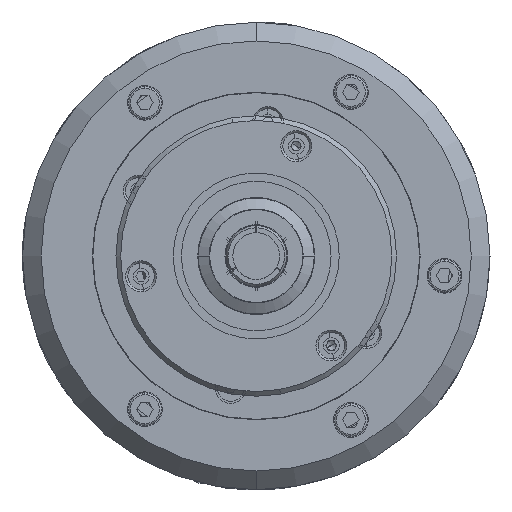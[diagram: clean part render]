
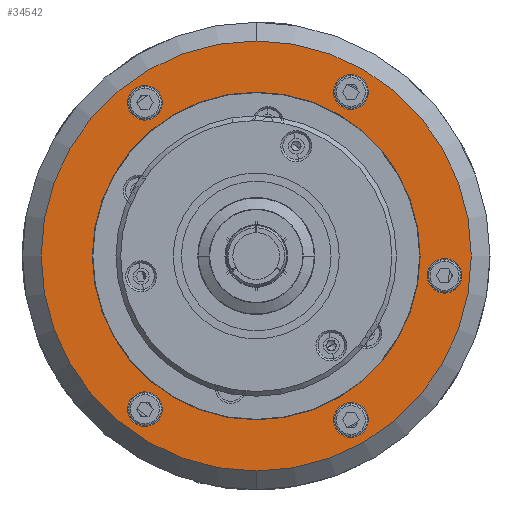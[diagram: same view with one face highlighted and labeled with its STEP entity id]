
A CAD part, left-side view. The second image highlights one B-rep face of the part: STEP entity #34542.
In plain terms, the highlighted planar face has unit normal (-1, 0, 0).
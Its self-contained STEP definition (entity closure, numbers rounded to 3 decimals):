
#589 = DIRECTION ( 'NONE',  ( 0., 0., 1. ) ) ;
#590 = DIRECTION ( 'NONE',  ( -1., 0., 0. ) ) ;
#591 = CARTESIAN_POINT ( 'NONE',  ( -240.3, -40.278, -4.233 ) ) ;
#1072 = DIRECTION ( 'NONE',  ( 0., 0., 1. ) ) ;
#1074 = DIRECTION ( 'NONE',  ( -1., 0., 0. ) ) ;
#1083 = CARTESIAN_POINT ( 'NONE',  ( -240.3, 23.805, 32.765 ) ) ;
#1122 = DIRECTION ( 'NONE',  ( 0., 0., 1. ) ) ;
#1124 = DIRECTION ( 'NONE',  ( -1., 0., 0. ) ) ;
#1126 = CARTESIAN_POINT ( 'NONE',  ( -240.3, -20.25, 35.074 ) ) ;
#1162 = DIRECTION ( 'NONE',  ( 0., 0., 1. ) ) ;
#1164 = DIRECTION ( 'NONE',  ( -1., 0., 0. ) ) ;
#1168 = CARTESIAN_POINT ( 'NONE',  ( -240.3, -20.25, -35.074 ) ) ;
#1830 = DIRECTION ( 'NONE',  ( 0., 0., 1. ) ) ;
#1832 = DIRECTION ( 'NONE',  ( 1., 0., 0. ) ) ;
#1833 = CARTESIAN_POINT ( 'NONE',  ( -240.3, 0., 0. ) ) ;
#1865 = DIRECTION ( 'NONE',  ( 0., 0., 1. ) ) ;
#1867 = DIRECTION ( 'NONE',  ( -1., 0., 0. ) ) ;
#1869 = CARTESIAN_POINT ( 'NONE',  ( -240.3, 0., 0. ) ) ;
#1935 = DIRECTION ( 'NONE',  ( 0., 0., 1. ) ) ;
#1937 = DIRECTION ( 'NONE',  ( -1., 0., 0. ) ) ;
#1939 = CARTESIAN_POINT ( 'NONE',  ( -240.3, 23.805, -32.765 ) ) ;
#3670 = EDGE_LOOP ( 'NONE', ( #5547, #5549 ) ) ;
#3682 = EDGE_LOOP ( 'NONE', ( #5541, #5543 ) ) ;
#3686 = EDGE_LOOP ( 'NONE', ( #5535, #5537 ) ) ;
#3690 = EDGE_LOOP ( 'NONE', ( #5544, #5546 ) ) ;
#3691 = EDGE_LOOP ( 'NONE', ( #5533, #5538 ) ) ;
#3692 = EDGE_LOOP ( 'NONE', ( #5551, #5553 ) ) ;
#3693 = EDGE_LOOP ( 'NONE', ( #5555, #5557 ) ) ;
#4362 = VERTEX_POINT ( 'NONE', #28809 ) ;
#4367 = VERTEX_POINT ( 'NONE', #28802 ) ;
#4368 = VERTEX_POINT ( 'NONE', #28800 ) ;
#4369 = VERTEX_POINT ( 'NONE', #28799 ) ;
#4370 = VERTEX_POINT ( 'NONE', #28798 ) ;
#4372 = VERTEX_POINT ( 'NONE', #28795 ) ;
#4385 = VERTEX_POINT ( 'NONE', #28770 ) ;
#4386 = VERTEX_POINT ( 'NONE', #28769 ) ;
#4389 = VERTEX_POINT ( 'NONE', #28766 ) ;
#4390 = VERTEX_POINT ( 'NONE', #28764 ) ;
#4391 = VERTEX_POINT ( 'NONE', #28763 ) ;
#4394 = VERTEX_POINT ( 'NONE', #28758 ) ;
#4395 = VERTEX_POINT ( 'NONE', #28757 ) ;
#5533 = ORIENTED_EDGE ( 'NONE', *, *, #38173, .T. ) ;
#5535 = ORIENTED_EDGE ( 'NONE', *, *, #39367, .T. ) ;
#5537 = ORIENTED_EDGE ( 'NONE', *, *, #38156, .T. ) ;
#5538 = ORIENTED_EDGE ( 'NONE', *, *, #39372, .T. ) ;
#5541 = ORIENTED_EDGE ( 'NONE', *, *, #39504, .F. ) ;
#5543 = ORIENTED_EDGE ( 'NONE', *, *, #38255, .F. ) ;
#5544 = ORIENTED_EDGE ( 'NONE', *, *, #39515, .F. ) ;
#5546 = ORIENTED_EDGE ( 'NONE', *, *, #38279, .F. ) ;
#5547 = ORIENTED_EDGE ( 'NONE', *, *, #39519, .F. ) ;
#5549 = ORIENTED_EDGE ( 'NONE', *, *, #38301, .F. ) ;
#5551 = ORIENTED_EDGE ( 'NONE', *, *, #39525, .F. ) ;
#5553 = ORIENTED_EDGE ( 'NONE', *, *, #38370, .F. ) ;
#5555 = ORIENTED_EDGE ( 'NONE', *, *, #39357, .F. ) ;
#5557 = ORIENTED_EDGE ( 'NONE', *, *, #38118, .F. ) ;
#6733 = DIRECTION ( 'NONE',  ( 0., 0., 1. ) ) ;
#9944 = VERTEX_POINT ( 'NONE', #28449 ) ;
#14342 = AXIS2_PLACEMENT_3D ( 'NONE', #1939, #1937, #1935 ) ;
#14528 = AXIS2_PLACEMENT_3D ( 'NONE', #1833, #1832, #1830 ) ;
#14531 = AXIS2_PLACEMENT_3D ( 'NONE', #1869, #1867, #1865 ) ;
#14569 = AXIS2_PLACEMENT_3D ( 'NONE', #1083, #1074, #1072 ) ;
#14576 = AXIS2_PLACEMENT_3D ( 'NONE', #1126, #1124, #1122 ) ;
#14592 = AXIS2_PLACEMENT_3D ( 'NONE', #591, #590, #589 ) ;
#14601 = AXIS2_PLACEMENT_3D ( 'NONE', #1168, #1164, #1162 ) ;
#16637 = CIRCLE ( 'NONE', #14569, 3.7 ) ;
#16649 = CIRCLE ( 'NONE', #14576, 3.7 ) ;
#16657 = CIRCLE ( 'NONE', #14601, 3.7 ) ;
#16683 = CIRCLE ( 'NONE', #14592, 3.7 ) ;
#19096 = DIRECTION ( 'NONE',  ( 0., 0., 1. ) ) ;
#19097 = DIRECTION ( 'NONE',  ( -1., 0., 0. ) ) ;
#19101 = CARTESIAN_POINT ( 'NONE',  ( -240.3, 23.805, 32.765 ) ) ;
#19392 = AXIS2_PLACEMENT_3D ( 'NONE', #31510, #31515, #31508 ) ;
#22061 = CIRCLE ( 'NONE', #35979, 35.05 ) ;
#22093 = CIRCLE ( 'NONE', #36003, 46. ) ;
#22248 = CIRCLE ( 'NONE', #35727, 3.7 ) ;
#22773 = CIRCLE ( 'NONE', #35627, 3.7 ) ;
#23136 = CIRCLE ( 'NONE', #35762, 3.7 ) ;
#23138 = CIRCLE ( 'NONE', #35799, 3.7 ) ;
#24409 = DIRECTION ( 'NONE',  ( 0., 0., 1. ) ) ;
#24410 = DIRECTION ( 'NONE',  ( 1., 0., 0. ) ) ;
#24412 = CARTESIAN_POINT ( 'NONE',  ( -240.3, 0., 0. ) ) ;
#24456 = DIRECTION ( 'NONE',  ( 0., 0., 1. ) ) ;
#24457 = DIRECTION ( 'NONE',  ( -1., 0., 0. ) ) ;
#24458 = CARTESIAN_POINT ( 'NONE',  ( -240.3, -20.25, 35.074 ) ) ;
#24541 = DIRECTION ( 'NONE',  ( 0., 0., 1. ) ) ;
#24542 = DIRECTION ( 'NONE',  ( -1., 0., 0. ) ) ;
#24543 = CARTESIAN_POINT ( 'NONE',  ( -240.3, -20.25, -35.074 ) ) ;
#24546 = DIRECTION ( 'NONE',  ( -1., 0., 0. ) ) ;
#24549 = CARTESIAN_POINT ( 'NONE',  ( -240.3, 0., 0. ) ) ;
#24552 = DIRECTION ( 'NONE',  ( 0., 0., 1. ) ) ;
#24677 = DIRECTION ( 'NONE',  ( 0., 0., 1. ) ) ;
#24679 = DIRECTION ( 'NONE',  ( -1., 0., 0. ) ) ;
#24682 = CARTESIAN_POINT ( 'NONE',  ( -240.3, -40.278, -4.233 ) ) ;
#25330 = CIRCLE ( 'NONE', #14528, 35.05 ) ;
#25343 = CIRCLE ( 'NONE', #14531, 46. ) ;
#25363 = CIRCLE ( 'NONE', #14342, 3.7 ) ;
#27586 = FACE_BOUND ( 'NONE', #3693, .T. ) ;
#27587 = FACE_BOUND ( 'NONE', #3692, .T. ) ;
#27588 = FACE_OUTER_BOUND ( 'NONE', #3686, .T. ) ;
#27590 = FACE_BOUND ( 'NONE', #3690, .T. ) ;
#27592 = FACE_BOUND ( 'NONE', #3670, .T. ) ;
#27598 = FACE_BOUND ( 'NONE', #3691, .T. ) ;
#27602 = FACE_BOUND ( 'NONE', #3682, .T. ) ;
#28449 = CARTESIAN_POINT ( 'NONE',  ( -240.3, 23.805, 36.465 ) ) ;
#28757 = CARTESIAN_POINT ( 'NONE',  ( -240.3, -20.25, 38.774 ) ) ;
#28758 = CARTESIAN_POINT ( 'NONE',  ( -240.3, -20.25, 31.374 ) ) ;
#28763 = CARTESIAN_POINT ( 'NONE',  ( -240.3, 23.805, 29.065 ) ) ;
#28764 = CARTESIAN_POINT ( 'NONE',  ( -240.3, -20.25, -31.374 ) ) ;
#28766 = CARTESIAN_POINT ( 'NONE',  ( -240.3, -20.25, -38.774 ) ) ;
#28769 = CARTESIAN_POINT ( 'NONE',  ( -240.3, -40.278, -0.533 ) ) ;
#28770 = CARTESIAN_POINT ( 'NONE',  ( -240.3, -40.278, -7.933 ) ) ;
#28795 = CARTESIAN_POINT ( 'NONE',  ( -240.3, 0., -46. ) ) ;
#28798 = CARTESIAN_POINT ( 'NONE',  ( -240.3, 0., -35.05 ) ) ;
#28799 = CARTESIAN_POINT ( 'NONE',  ( -240.3, 0., 35.05 ) ) ;
#28800 = CARTESIAN_POINT ( 'NONE',  ( -240.3, 23.805, -29.065 ) ) ;
#28802 = CARTESIAN_POINT ( 'NONE',  ( -240.3, 23.805, -36.465 ) ) ;
#28809 = CARTESIAN_POINT ( 'NONE',  ( -240.3, 0., 46. ) ) ;
#31508 = DIRECTION ( 'NONE',  ( 0., 0., 1. ) ) ;
#31510 = CARTESIAN_POINT ( 'NONE',  ( -240.3, 50., 0. ) ) ;
#31515 = DIRECTION ( 'NONE',  ( -1., 0., 0. ) ) ;
#31519 = PLANE ( 'NONE',  #19392 ) ;
#33999 = DIRECTION ( 'NONE',  ( -1., 0., 0. ) ) ;
#34001 = CARTESIAN_POINT ( 'NONE',  ( -240.3, 23.805, -32.765 ) ) ;
#34542 = ADVANCED_FACE ( 'NONE', ( #27598, #27588, #27602, #27590, #27592, #27587, #27586 ), #31519, .T. ) ;
#35627 = AXIS2_PLACEMENT_3D ( 'NONE', #19101, #19097, #19096 ) ;
#35727 = AXIS2_PLACEMENT_3D ( 'NONE', #24458, #24457, #24456 ) ;
#35762 = AXIS2_PLACEMENT_3D ( 'NONE', #24543, #24542, #24541 ) ;
#35799 = AXIS2_PLACEMENT_3D ( 'NONE', #24682, #24679, #24677 ) ;
#35979 = AXIS2_PLACEMENT_3D ( 'NONE', #24412, #24410, #24409 ) ;
#36003 = AXIS2_PLACEMENT_3D ( 'NONE', #24549, #24546, #24552 ) ;
#36067 = AXIS2_PLACEMENT_3D ( 'NONE', #34001, #33999, #6733 ) ;
#36960 = CIRCLE ( 'NONE', #36067, 3.7 ) ;
#38118 = EDGE_CURVE ( 'NONE', #4367, #4368, #36960, .T. ) ;
#38156 = EDGE_CURVE ( 'NONE', #4362, #4372, #22093, .T. ) ;
#38173 = EDGE_CURVE ( 'NONE', #4369, #4370, #22061, .T. ) ;
#38255 = EDGE_CURVE ( 'NONE', #4385, #4386, #23138, .T. ) ;
#38279 = EDGE_CURVE ( 'NONE', #4389, #4390, #23136, .T. ) ;
#38301 = EDGE_CURVE ( 'NONE', #4394, #4395, #22248, .T. ) ;
#38370 = EDGE_CURVE ( 'NONE', #4391, #9944, #22773, .T. ) ;
#39357 = EDGE_CURVE ( 'NONE', #4368, #4367, #25363, .T. ) ;
#39367 = EDGE_CURVE ( 'NONE', #4372, #4362, #25343, .T. ) ;
#39372 = EDGE_CURVE ( 'NONE', #4370, #4369, #25330, .T. ) ;
#39504 = EDGE_CURVE ( 'NONE', #4386, #4385, #16683, .T. ) ;
#39515 = EDGE_CURVE ( 'NONE', #4390, #4389, #16657, .T. ) ;
#39519 = EDGE_CURVE ( 'NONE', #4395, #4394, #16649, .T. ) ;
#39525 = EDGE_CURVE ( 'NONE', #9944, #4391, #16637, .T. ) ;
